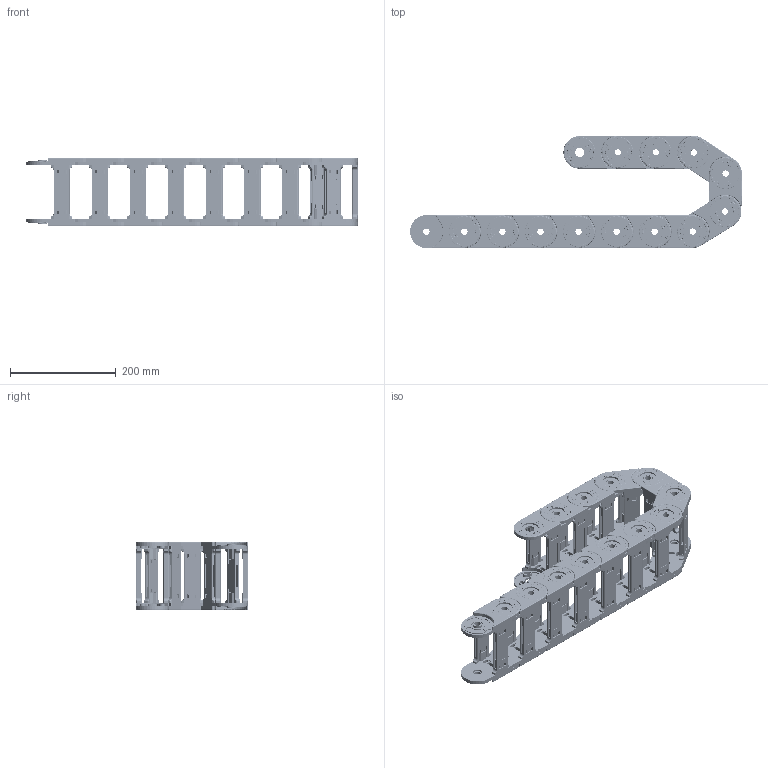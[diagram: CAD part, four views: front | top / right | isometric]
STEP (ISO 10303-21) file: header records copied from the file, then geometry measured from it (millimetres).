
FILE_DESCRIPTION (( 'STEP AP214' ), '1' );
FILE_NAME ('CK40-A100-R075.STEP', '2019-09-06T14:19:30', ( '' ), ( '' ), 'SwSTEP 2.0', 'SolidWorks 2017', '' );
FILE_SCHEMA (( 'AUTOMOTIVE_DESIGN' ));
Length unit declared in the file: millimetre
Products named in the file (2): CK40-A100; CK40-A100-R075
Assembly tree (13 placements, depth 2):
  CK40-A100-R075
    CK40-A100  x13
Bounding box: 628.34 x 212 x 128.9 mm (x, y, z)
Volume: 1920830.4 mm3; surface area: 1091892.1 mm2
Topology: 52 solids, 130 shells, 12636 faces, 32422 edges, 20956 vertices
Faces by surface type: plane 5356, cylinder 4368, bspline 1352, torus 1300, sphere 260
Entity records: 35273 total; most frequent: CARTESIAN_POINT 11398, ORIENTED_EDGE 4968, DIRECTION 4964, EDGE_CURVE 2484, AXIS2_PLACEMENT_3D 1806, VERTEX_POINT 1612, VECTOR 1352, LINE 1352
